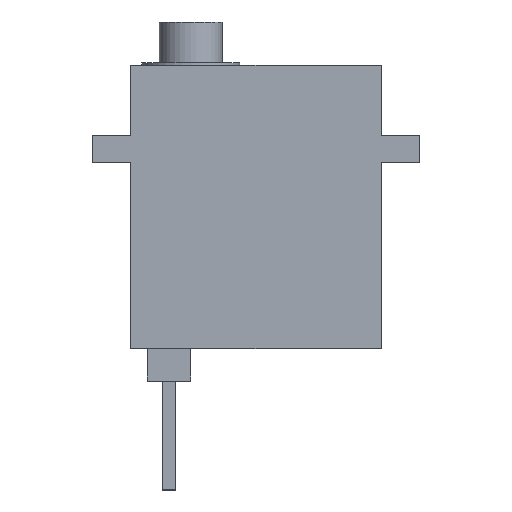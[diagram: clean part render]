
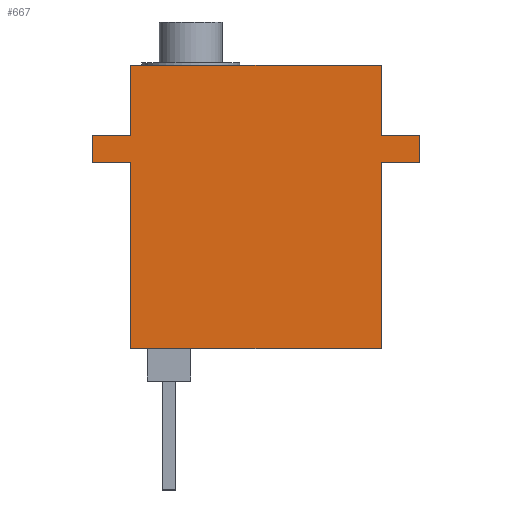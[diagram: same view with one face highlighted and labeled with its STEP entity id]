
A CAD part, top view. The second image highlights one B-rep face of the part: STEP entity #667.
In plain terms, the highlighted planar face has unit normal (0, 0, 1).
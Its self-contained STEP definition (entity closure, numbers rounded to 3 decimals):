
#65=FACE_OUTER_BOUND('',#105,.T.);
#105=EDGE_LOOP('',(#577,#578,#579,#580,#581,#582,#583,#584,#585,#586,#587,
#588));
#136=LINE('',#972,#218);
#147=LINE('',#999,#229);
#152=LINE('',#1008,#234);
#153=LINE('',#1011,#235);
#158=LINE('',#1020,#240);
#160=LINE('',#1026,#242);
#175=LINE('',#1059,#257);
#176=LINE('',#1062,#258);
#181=LINE('',#1071,#263);
#182=LINE('',#1074,#264);
#186=LINE('',#1080,#268);
#188=LINE('',#1083,#270);
#218=VECTOR('',#796,10.);
#229=VECTOR('',#821,10.);
#234=VECTOR('',#828,10.);
#235=VECTOR('',#831,10.);
#240=VECTOR('',#838,10.);
#242=VECTOR('',#842,10.);
#257=VECTOR('',#871,10.);
#258=VECTOR('',#874,10.);
#263=VECTOR('',#881,10.);
#264=VECTOR('',#884,10.);
#268=VECTOR('',#890,10.);
#270=VECTOR('',#894,10.);
#291=VERTEX_POINT('',#965);
#294=VERTEX_POINT('',#970);
#303=VERTEX_POINT('',#998);
#306=VERTEX_POINT('',#1006);
#307=VERTEX_POINT('',#1010);
#310=VERTEX_POINT('',#1018);
#311=VERTEX_POINT('',#1022);
#313=VERTEX_POINT('',#1025);
#324=VERTEX_POINT('',#1057);
#325=VERTEX_POINT('',#1061);
#328=VERTEX_POINT('',#1069);
#329=VERTEX_POINT('',#1073);
#364=EDGE_CURVE('',#291,#294,#136,.T.);
#377=EDGE_CURVE('',#303,#291,#147,.T.);
#382=EDGE_CURVE('',#306,#294,#152,.T.);
#383=EDGE_CURVE('',#307,#303,#153,.T.);
#388=EDGE_CURVE('',#306,#310,#158,.T.);
#390=EDGE_CURVE('',#311,#313,#160,.T.);
#407=EDGE_CURVE('',#324,#311,#175,.T.);
#408=EDGE_CURVE('',#313,#325,#176,.T.);
#413=EDGE_CURVE('',#324,#328,#181,.T.);
#414=EDGE_CURVE('',#329,#325,#182,.T.);
#418=EDGE_CURVE('',#328,#307,#186,.T.);
#420=EDGE_CURVE('',#310,#329,#188,.T.);
#577=ORIENTED_EDGE('',*,*,#383,.T.);
#578=ORIENTED_EDGE('',*,*,#377,.T.);
#579=ORIENTED_EDGE('',*,*,#364,.T.);
#580=ORIENTED_EDGE('',*,*,#382,.F.);
#581=ORIENTED_EDGE('',*,*,#388,.T.);
#582=ORIENTED_EDGE('',*,*,#420,.T.);
#583=ORIENTED_EDGE('',*,*,#414,.T.);
#584=ORIENTED_EDGE('',*,*,#408,.F.);
#585=ORIENTED_EDGE('',*,*,#390,.F.);
#586=ORIENTED_EDGE('',*,*,#407,.F.);
#587=ORIENTED_EDGE('',*,*,#413,.T.);
#588=ORIENTED_EDGE('',*,*,#418,.T.);
#631=PLANE('',#725);
#667=ADVANCED_FACE('',(#65),#631,.T.);
#725=AXIS2_PLACEMENT_3D('',#1084,#895,#896);
#796=DIRECTION('',(0.,-1.,0.));
#821=DIRECTION('',(-1.,0.,0.));
#828=DIRECTION('',(-1.,0.,0.));
#831=DIRECTION('',(0.,-1.,0.));
#838=DIRECTION('',(0.,-1.,0.));
#842=DIRECTION('',(0.,-1.,0.));
#871=DIRECTION('',(1.,0.,0.));
#874=DIRECTION('',(-1.,0.,0.));
#881=DIRECTION('',(0.,1.,0.));
#884=DIRECTION('',(0.,1.,0.));
#890=DIRECTION('',(-1.,0.,0.));
#894=DIRECTION('',(1.,0.,0.));
#895=DIRECTION('center_axis',(0.,0.,1.));
#896=DIRECTION('ref_axis',(1.,0.,0.));
#965=CARTESIAN_POINT('',(-3.5,19.6,13.25));
#970=CARTESIAN_POINT('',(-3.5,17.1,13.25));
#972=CARTESIAN_POINT('',(-3.5,19.6,13.25));
#998=CARTESIAN_POINT('',(0.,19.6,13.25));
#999=CARTESIAN_POINT('',(0.,19.6,13.25));
#1006=CARTESIAN_POINT('',(0.,17.1,13.25));
#1008=CARTESIAN_POINT('',(0.,17.1,13.25));
#1010=CARTESIAN_POINT('',(0.,26.,13.25));
#1011=CARTESIAN_POINT('',(0.,26.,13.25));
#1018=CARTESIAN_POINT('',(0.,0.,13.25));
#1020=CARTESIAN_POINT('',(0.,26.,13.25));
#1022=CARTESIAN_POINT('',(26.5,19.6,13.25));
#1025=CARTESIAN_POINT('',(26.5,17.1,13.25));
#1026=CARTESIAN_POINT('',(26.5,19.6,13.25));
#1057=CARTESIAN_POINT('',(23.,19.6,13.25));
#1059=CARTESIAN_POINT('',(23.,19.6,13.25));
#1061=CARTESIAN_POINT('',(23.,17.1,13.25));
#1062=CARTESIAN_POINT('',(23.,17.1,13.25));
#1069=CARTESIAN_POINT('',(23.,26.,13.25));
#1071=CARTESIAN_POINT('',(23.,0.,13.25));
#1073=CARTESIAN_POINT('',(23.,0.,13.25));
#1074=CARTESIAN_POINT('',(23.,0.,13.25));
#1080=CARTESIAN_POINT('',(23.,26.,13.25));
#1083=CARTESIAN_POINT('',(0.,0.,13.25));
#1084=CARTESIAN_POINT('Origin',(11.5,13.,13.25));
